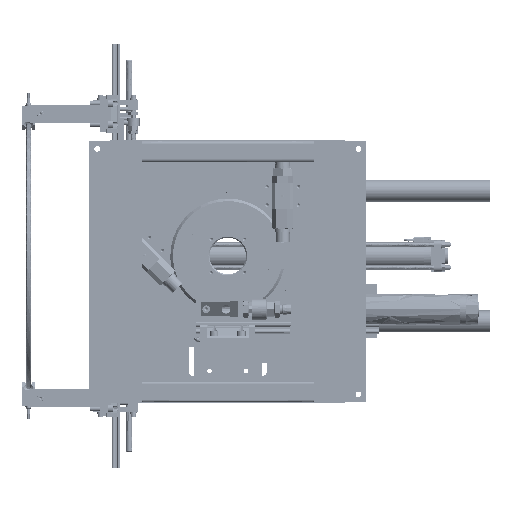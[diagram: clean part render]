
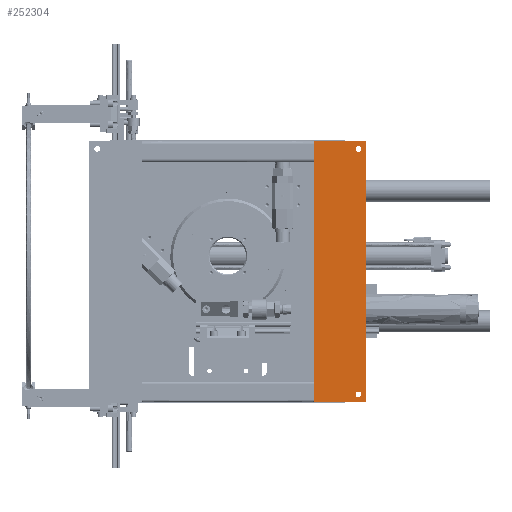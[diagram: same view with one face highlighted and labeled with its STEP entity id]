
A CAD part, front view. The second image highlights one B-rep face of the part: STEP entity #252304.
In plain terms, the highlighted free-form (B-spline) face has degree [1, 1] with [2, 2] control points.
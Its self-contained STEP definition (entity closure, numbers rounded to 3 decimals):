
#252067 = VERTEX_POINT('',#252068);
#252068 = CARTESIAN_POINT('',(343.812,-13.456,
    316.226));
#252086 = VERTEX_POINT('',#252087);
#252087 = CARTESIAN_POINT('',(329.009,-13.456,
    316.226));
#252092 = EDGE_CURVE('',#252086,#252067,#252093,.T.);
#252093 = ( BOUNDED_CURVE() B_SPLINE_CURVE(2,(#252094,#252095,#252096,
#252097,#252098),.UNSPECIFIED.,.F.,.F.) B_SPLINE_CURVE_WITH_KNOTS((3,2,3
    ),(3.142,4.712,6.283),
.PIECEWISE_BEZIER_KNOTS.) CURVE() GEOMETRIC_REPRESENTATION_ITEM() 
RATIONAL_B_SPLINE_CURVE((1.,0.707,1.,0.707,1.)) 
REPRESENTATION_ITEM('') );
#252094 = CARTESIAN_POINT('',(329.009,-13.456,
    316.226));
#252095 = CARTESIAN_POINT('',(329.009,-13.456,
    323.627));
#252096 = CARTESIAN_POINT('',(336.41,-13.456,
    323.627));
#252097 = CARTESIAN_POINT('',(343.812,-13.456,
    323.627));
#252098 = CARTESIAN_POINT('',(343.812,-13.456,
    316.226));
#252115 = VERTEX_POINT('',#252116);
#252116 = CARTESIAN_POINT('',(343.812,-13.456,
    -316.226));
#252134 = VERTEX_POINT('',#252135);
#252135 = CARTESIAN_POINT('',(329.009,-13.456,
    -316.226));
#252140 = EDGE_CURVE('',#252134,#252115,#252141,.T.);
#252141 = ( BOUNDED_CURVE() B_SPLINE_CURVE(2,(#252142,#252143,#252144,
#252145,#252146),.UNSPECIFIED.,.F.,.F.) B_SPLINE_CURVE_WITH_KNOTS((3,2,3
    ),(3.142,4.712,6.283),
.PIECEWISE_BEZIER_KNOTS.) CURVE() GEOMETRIC_REPRESENTATION_ITEM() 
RATIONAL_B_SPLINE_CURVE((1.,0.707,1.,0.707,1.)) 
REPRESENTATION_ITEM('') );
#252142 = CARTESIAN_POINT('',(329.009,-13.456,
    -316.226));
#252143 = CARTESIAN_POINT('',(329.009,-13.456,
    -308.825));
#252144 = CARTESIAN_POINT('',(336.41,-13.456,
    -308.825));
#252145 = CARTESIAN_POINT('',(343.812,-13.456,
    -308.825));
#252146 = CARTESIAN_POINT('',(343.812,-13.456,
    -316.226));
#252162 = EDGE_CURVE('',#252163,#252165,#252167,.T.);
#252163 = VERTEX_POINT('',#252164);
#252164 = CARTESIAN_POINT('',(356.595,-13.456,
    -336.41));
#252165 = VERTEX_POINT('',#252166);
#252166 = CARTESIAN_POINT('',(222.031,-13.456,
    -336.41));
#252167 = B_SPLINE_CURVE_WITH_KNOTS('',1,(#252168,#252169),
  .UNSPECIFIED.,.F.,.F.,(2,2),(-100.,-0.),.PIECEWISE_BEZIER_KNOTS.);
#252168 = CARTESIAN_POINT('',(356.595,-13.456,
    -336.41));
#252169 = CARTESIAN_POINT('',(222.031,-13.456,
    -336.41));
#252198 = EDGE_CURVE('',#252165,#252199,#252201,.T.);
#252199 = VERTEX_POINT('',#252200);
#252200 = CARTESIAN_POINT('',(222.031,-13.456,
    336.41));
#252201 = B_SPLINE_CURVE_WITH_KNOTS('',1,(#252202,#252203),
  .UNSPECIFIED.,.F.,.F.,(2,2),(-500.,-0.),.PIECEWISE_BEZIER_KNOTS.);
#252202 = CARTESIAN_POINT('',(222.031,-13.456,
    -336.41));
#252203 = CARTESIAN_POINT('',(222.031,-13.456,
    336.41));
#252226 = EDGE_CURVE('',#252199,#252227,#252229,.T.);
#252227 = VERTEX_POINT('',#252228);
#252228 = CARTESIAN_POINT('',(356.595,-13.456,
    336.41));
#252229 = B_SPLINE_CURVE_WITH_KNOTS('',1,(#252230,#252231),
  .UNSPECIFIED.,.F.,.F.,(2,2),(0.,100.),.PIECEWISE_BEZIER_KNOTS.);
#252230 = CARTESIAN_POINT('',(222.031,-13.456,
    336.41));
#252231 = CARTESIAN_POINT('',(356.595,-13.456,
    336.41));
#252254 = EDGE_CURVE('',#252227,#252163,#252255,.T.);
#252255 = B_SPLINE_CURVE_WITH_KNOTS('',1,(#252256,#252257),
  .UNSPECIFIED.,.F.,.F.,(2,2),(0.,500.),.PIECEWISE_BEZIER_KNOTS.);
#252256 = CARTESIAN_POINT('',(356.595,-13.456,
    336.41));
#252257 = CARTESIAN_POINT('',(356.595,-13.456,
    -336.41));
#252304 = ADVANCED_FACE('',(#252305,#252316,#252327),#252333,.F.);
#252305 = FACE_BOUND('',#252306,.T.);
#252306 = EDGE_LOOP('',(#252307,#252315));
#252307 = ORIENTED_EDGE('',*,*,#252308,.T.);
#252308 = EDGE_CURVE('',#252067,#252086,#252309,.T.);
#252309 = ( BOUNDED_CURVE() B_SPLINE_CURVE(2,(#252310,#252311,#252312,
#252313,#252314),.UNSPECIFIED.,.F.,.F.) B_SPLINE_CURVE_WITH_KNOTS((3,2,3
),(0.,1.571,3.142),.PIECEWISE_BEZIER_KNOTS.) CURVE() 
GEOMETRIC_REPRESENTATION_ITEM() RATIONAL_B_SPLINE_CURVE((1.,
0.707,1.,0.707,1.)) REPRESENTATION_ITEM('') );
#252310 = CARTESIAN_POINT('',(343.812,-13.456,
    316.226));
#252311 = CARTESIAN_POINT('',(343.812,-13.456,
    308.825));
#252312 = CARTESIAN_POINT('',(336.41,-13.456,
    308.825));
#252313 = CARTESIAN_POINT('',(329.009,-13.456,
    308.825));
#252314 = CARTESIAN_POINT('',(329.009,-13.456,
    316.226));
#252315 = ORIENTED_EDGE('',*,*,#252092,.T.);
#252316 = FACE_BOUND('',#252317,.T.);
#252317 = EDGE_LOOP('',(#252318,#252326));
#252318 = ORIENTED_EDGE('',*,*,#252319,.T.);
#252319 = EDGE_CURVE('',#252115,#252134,#252320,.T.);
#252320 = ( BOUNDED_CURVE() B_SPLINE_CURVE(2,(#252321,#252322,#252323,
#252324,#252325),.UNSPECIFIED.,.F.,.F.) B_SPLINE_CURVE_WITH_KNOTS((3,2,3
),(0.,1.571,3.142),.PIECEWISE_BEZIER_KNOTS.) CURVE() 
GEOMETRIC_REPRESENTATION_ITEM() RATIONAL_B_SPLINE_CURVE((1.,
0.707,1.,0.707,1.)) REPRESENTATION_ITEM('') );
#252321 = CARTESIAN_POINT('',(343.812,-13.456,
    -316.226));
#252322 = CARTESIAN_POINT('',(343.812,-13.456,
    -323.627));
#252323 = CARTESIAN_POINT('',(336.41,-13.456,
    -323.627));
#252324 = CARTESIAN_POINT('',(329.009,-13.456,
    -323.627));
#252325 = CARTESIAN_POINT('',(329.009,-13.456,
    -316.226));
#252326 = ORIENTED_EDGE('',*,*,#252140,.T.);
#252327 = FACE_BOUND('',#252328,.T.);
#252328 = EDGE_LOOP('',(#252329,#252330,#252331,#252332));
#252329 = ORIENTED_EDGE('',*,*,#252162,.F.);
#252330 = ORIENTED_EDGE('',*,*,#252254,.F.);
#252331 = ORIENTED_EDGE('',*,*,#252226,.F.);
#252332 = ORIENTED_EDGE('',*,*,#252198,.F.);
#252333 = B_SPLINE_SURFACE_WITH_KNOTS('',1,1,(
    (#252334,#252335)
    ,(#252336,#252337
  )),.UNSPECIFIED.,.F.,.F.,.F.,(2,2),(2,2),(-50.,50.),(-250.,250.),
  .PIECEWISE_BEZIER_KNOTS.);
#252334 = CARTESIAN_POINT('',(222.031,-13.456,
    336.41));
#252335 = CARTESIAN_POINT('',(222.031,-13.456,
    -336.41));
#252336 = CARTESIAN_POINT('',(356.595,-13.456,
    336.41));
#252337 = CARTESIAN_POINT('',(356.595,-13.456,
    -336.41));
